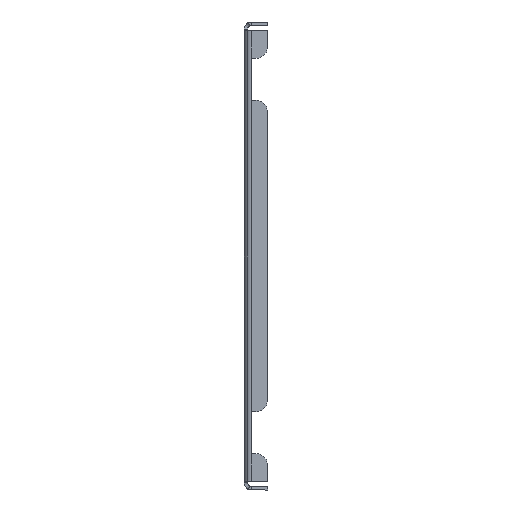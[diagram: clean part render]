
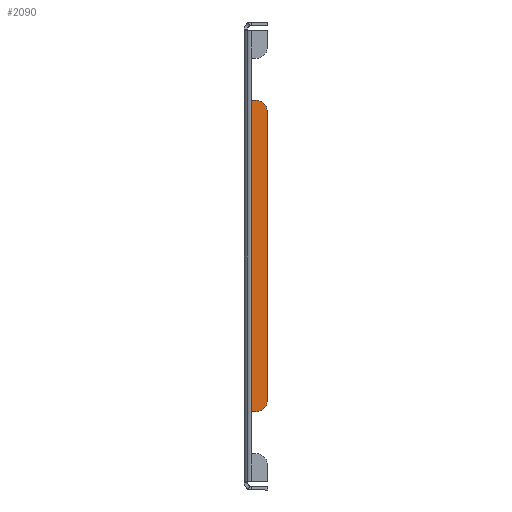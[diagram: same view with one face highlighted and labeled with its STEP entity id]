
A CAD part, left-side view. The second image highlights one B-rep face of the part: STEP entity #2090.
In plain terms, the highlighted planar face has unit normal (-1, 0, 0).
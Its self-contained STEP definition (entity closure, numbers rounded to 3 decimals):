
#82 = LINE ( 'NONE', #2791, #232 ) ;
#91 = CARTESIAN_POINT ( 'NONE',  ( -323.5, -10., 61.5 ) ) ;
#162 = DIRECTION ( 'NONE',  ( -1., 0., 0. ) ) ;
#232 = VECTOR ( 'NONE', #3336, 1000. ) ;
#584 = EDGE_CURVE ( 'NONE', #2034, #1680, #1435, .T. ) ;
#632 = CARTESIAN_POINT ( 'NONE',  ( -323.5, -3., -66.5 ) ) ;
#646 = ORIENTED_EDGE ( 'NONE', *, *, #3469, .T. ) ;
#709 = CARTESIAN_POINT ( 'NONE',  ( -323.5, -3., 66.5 ) ) ;
#759 = CARTESIAN_POINT ( 'NONE',  ( -323.5, -5., 61.5 ) ) ;
#941 = ORIENTED_EDGE ( 'NONE', *, *, #2730, .T. ) ;
#945 = FACE_OUTER_BOUND ( 'NONE', #3128, .T. ) ;
#1011 = ORIENTED_EDGE ( 'NONE', *, *, #584, .F. ) ;
#1122 = VERTEX_POINT ( 'NONE', #91 ) ;
#1242 = AXIS2_PLACEMENT_3D ( 'NONE', #2639, #2674, #1779 ) ;
#1300 = VECTOR ( 'NONE', #1441, 1000. ) ;
#1402 = AXIS2_PLACEMENT_3D ( 'NONE', #3038, #2453, #3650 ) ;
#1420 = CIRCLE ( 'NONE', #1933, 5. ) ;
#1435 = LINE ( 'NONE', #2571, #2748 ) ;
#1441 = DIRECTION ( 'NONE',  ( 0., 1., 0. ) ) ;
#1529 = VERTEX_POINT ( 'NONE', #3302 ) ;
#1563 = CARTESIAN_POINT ( 'NONE',  ( -323.5, -3., 0. ) ) ;
#1680 = VERTEX_POINT ( 'NONE', #1927 ) ;
#1779 = DIRECTION ( 'NONE',  ( 0., -1., 0. ) ) ;
#1834 = PLANE ( 'NONE',  #1402 ) ;
#1927 = CARTESIAN_POINT ( 'NONE',  ( -323.5, -5., 66.5 ) ) ;
#1933 = AXIS2_PLACEMENT_3D ( 'NONE', #759, #162, #1982 ) ;
#1982 = DIRECTION ( 'NONE',  ( 0., -1., 0. ) ) ;
#2034 = VERTEX_POINT ( 'NONE', #709 ) ;
#2080 = VERTEX_POINT ( 'NONE', #632 ) ;
#2090 = ADVANCED_FACE ( 'NONE', ( #945 ), #1834, .T. ) ;
#2383 = CARTESIAN_POINT ( 'NONE',  ( -323.5, 320.693, -66.5 ) ) ;
#2453 = DIRECTION ( 'NONE',  ( -1., 0., 0. ) ) ;
#2571 = CARTESIAN_POINT ( 'NONE',  ( -323.5, 320.693, 66.5 ) ) ;
#2599 = ORIENTED_EDGE ( 'NONE', *, *, #3649, .F. ) ;
#2606 = EDGE_CURVE ( 'NONE', #1529, #2080, #2951, .T. ) ;
#2639 = CARTESIAN_POINT ( 'NONE',  ( -323.5, -5., -61.5 ) ) ;
#2655 = ORIENTED_EDGE ( 'NONE', *, *, #3593, .T. ) ;
#2674 = DIRECTION ( 'NONE',  ( -1., 0., 0. ) ) ;
#2730 = EDGE_CURVE ( 'NONE', #1529, #3079, #3755, .T. ) ;
#2748 = VECTOR ( 'NONE', #3468, 1000. ) ;
#2791 = CARTESIAN_POINT ( 'NONE',  ( -323.5, -10., -96.346 ) ) ;
#2951 = LINE ( 'NONE', #2383, #1300 ) ;
#3038 = CARTESIAN_POINT ( 'NONE',  ( -323.5, 320.693, 0. ) ) ;
#3079 = VERTEX_POINT ( 'NONE', #3634 ) ;
#3083 = LINE ( 'NONE', #1563, #3888 ) ;
#3128 = EDGE_LOOP ( 'NONE', ( #2599, #646, #1011, #2655, #3314, #941 ) ) ;
#3302 = CARTESIAN_POINT ( 'NONE',  ( -323.5, -5., -66.5 ) ) ;
#3314 = ORIENTED_EDGE ( 'NONE', *, *, #2606, .F. ) ;
#3336 = DIRECTION ( 'NONE',  ( 0., 0., -1. ) ) ;
#3468 = DIRECTION ( 'NONE',  ( 0., -1., 0. ) ) ;
#3469 = EDGE_CURVE ( 'NONE', #1122, #1680, #1420, .T. ) ;
#3593 = EDGE_CURVE ( 'NONE', #2034, #2080, #3083, .T. ) ;
#3613 = DIRECTION ( 'NONE',  ( 0., 0., -1. ) ) ;
#3634 = CARTESIAN_POINT ( 'NONE',  ( -323.5, -10., -61.5 ) ) ;
#3649 = EDGE_CURVE ( 'NONE', #1122, #3079, #82, .T. ) ;
#3650 = DIRECTION ( 'NONE',  ( 0., 0., 1. ) ) ;
#3755 = CIRCLE ( 'NONE', #1242, 5. ) ;
#3888 = VECTOR ( 'NONE', #3613, 1000. ) ;
